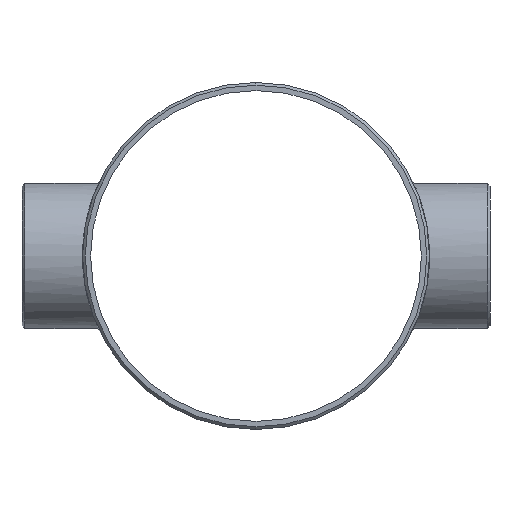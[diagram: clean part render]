
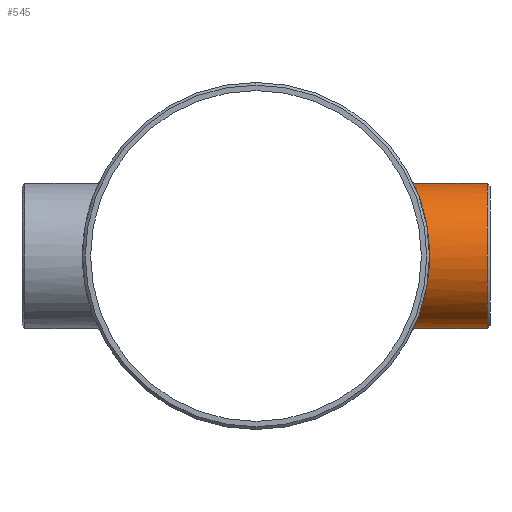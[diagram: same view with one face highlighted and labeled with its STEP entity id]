
A CAD part, left-side view. The second image highlights one B-rep face of the part: STEP entity #545.
In plain terms, the highlighted cylindrical face has radius 57.15 mm (diameter 114.3 mm), a partial arc.
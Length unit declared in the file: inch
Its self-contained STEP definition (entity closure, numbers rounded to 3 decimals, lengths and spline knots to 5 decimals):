
#15 = VECTOR ( 'NONE', #783, 39.37008 ) ;
#39 = LINE ( 'NONE', #64, #429 ) ;
#54 = DIRECTION ( 'NONE',  ( 0., 1., 0. ) ) ;
#64 = CARTESIAN_POINT ( 'NONE',  ( 0., -7.25, 2.25 ) ) ;
#65 = CARTESIAN_POINT ( 'NONE',  ( -0.90113, -4.96377, -2.062 ) ) ;
#72 = CARTESIAN_POINT ( 'NONE',  ( -2.25002, -5.37501, -0.14799 ) ) ;
#78 = CARTESIAN_POINT ( 'NONE',  ( -2.06232, -5.29916, 0.90039 ) ) ;
#79 = VERTEX_POINT ( 'NONE', #1019 ) ;
#86 = CARTESIAN_POINT ( 'NONE',  ( -0.07522, -4.88141, -2.25 ) ) ;
#92 = CARTESIAN_POINT ( 'NONE',  ( -1.31338, -5.05467, -1.82833 ) ) ;
#161 = CARTESIAN_POINT ( 'NONE',  ( -2.10472, -5.31576, -0.79879 ) ) ;
#169 = CARTESIAN_POINT ( 'NONE',  ( -1.69476, -5.1663, 1.48717 ) ) ;
#176 = CARTESIAN_POINT ( 'NONE',  ( -0.72995, -4.93384, -2.13347 ) ) ;
#180 = CARTESIAN_POINT ( 'NONE',  ( 0., -7.16667, -2.25 ) ) ;
#183 = CARTESIAN_POINT ( 'NONE',  ( -2.01554, -5.28113, 1.00072 ) ) ;
#186 = AXIS2_PLACEMENT_3D ( 'NONE', #903, #814, #419 ) ;
#194 = CARTESIAN_POINT ( 'NONE',  ( -2.01648, -5.28141, -1.00087 ) ) ;
#206 = EDGE_LOOP ( 'NONE', ( #1274, #1130, #560, #973 ) ) ;
#212 = CARTESIAN_POINT ( 'NONE',  ( 0., -7.16667, 2.25 ) ) ;
#217 = FACE_OUTER_BOUND ( 'NONE', #206, .T. ) ;
#237 = CARTESIAN_POINT ( 'NONE',  ( -0.2596, -4.88816, 2.23529 ) ) ;
#248 = DIRECTION ( 'NONE',  ( 0., 1., 0. ) ) ;
#269 = CARTESIAN_POINT ( 'NONE',  ( -1.48469, -5.10213, 1.69102 ) ) ;
#274 = CARTESIAN_POINT ( 'NONE',  ( -1.48388, -5.1019, -1.69173 ) ) ;
#280 = CARTESIAN_POINT ( 'NONE',  ( -0.29919, -4.89, -2.23127 ) ) ;
#290 = CARTESIAN_POINT ( 'NONE',  ( -0.93472, -4.96964, 2.04798 ) ) ;
#299 = CARTESIAN_POINT ( 'NONE',  ( -1.56551, -5.12624, 1.61649 ) ) ;
#322 = EDGE_CURVE ( 'NONE', #803, #669, #1265, .T. ) ;
#353 = DIRECTION ( 'NONE',  ( 0., 0., -1. ) ) ;
#359 = EDGE_CURVE ( 'NONE', #527, #79, #1192, .T. ) ;
#364 = CARTESIAN_POINT ( 'NONE',  ( -2.13313, -5.32688, 0.73069 ) ) ;
#370 = CARTESIAN_POINT ( 'NONE',  ( -1.19359, -5.02487, 1.9087 ) ) ;
#378 = CARTESIAN_POINT ( 'NONE',  ( -0.93492, -4.97002, -2.0469 ) ) ;
#383 = CARTESIAN_POINT ( 'NONE',  ( -0.58987, -4.91478, 2.17638 ) ) ;
#390 = CARTESIAN_POINT ( 'NONE',  ( -1.00183, -4.98275, 2.01599 ) ) ;
#419 = DIRECTION ( 'NONE',  ( 0., 0., -1. ) ) ;
#429 = VECTOR ( 'NONE', #248, 39.37008 ) ;
#459 = CARTESIAN_POINT ( 'NONE',  ( -0.40772, -4.89827, 2.21306 ) ) ;
#462 = CARTESIAN_POINT ( 'NONE',  ( -0.73063, -4.93396, 2.13317 ) ) ;
#467 = CARTESIAN_POINT ( 'NONE',  ( -1.5648, -5.12602, -1.61717 ) ) ;
#475 = CARTESIAN_POINT ( 'NONE',  ( -1.90768, -5.2409, -1.19357 ) ) ;
#481 = CARTESIAN_POINT ( 'NONE',  ( -1.00134, -4.98295, -2.01523 ) ) ;
#527 = VERTEX_POINT ( 'NONE', #808 ) ;
#545 = ADVANCED_FACE ( 'NONE', ( #217 ), #1099, .T. ) ;
#552 = CARTESIAN_POINT ( 'NONE',  ( -1.53888, -5.11816, 1.64185 ) ) ;
#559 = CARTESIAN_POINT ( 'NONE',  ( -1.31437, -5.05493, 1.82763 ) ) ;
#560 = ORIENTED_EDGE ( 'NONE', *, *, #359, .T. ) ;
#566 = CARTESIAN_POINT ( 'NONE',  ( -1.37268, -5.07045, 1.78425 ) ) ;
#574 = CARTESIAN_POINT ( 'NONE',  ( -2.0481, -5.2936, -0.93444 ) ) ;
#580 = CARTESIAN_POINT ( 'NONE',  ( -1.3717, -5.07018, -1.78501 ) ) ;
#630 = CARTESIAN_POINT ( 'NONE',  ( -0.29684, -4.89028, 2.23065 ) ) ;
#659 = CARTESIAN_POINT ( 'NONE',  ( 0., -4.88141, 2.25 ) ) ;
#668 = CARTESIAN_POINT ( 'NONE',  ( -2.12971, -5.32573, -0.72959 ) ) ;
#669 = VERTEX_POINT ( 'NONE', #212 ) ;
#674 = CARTESIAN_POINT ( 'NONE',  ( -1.45707, -5.09416, 1.71487 ) ) ;
#682 = CARTESIAN_POINT ( 'NONE',  ( -1.78684, -5.19761, 1.3751 ) ) ;
#689 = CARTESIAN_POINT ( 'NONE',  ( -1.94633, -5.25502, 1.13125 ) ) ;
#729 = CARTESIAN_POINT ( 'NONE',  ( -0.1482, -4.88309, 2.24635 ) ) ;
#745 = EDGE_CURVE ( 'NONE', #803, #79, #1253, .T. ) ;
#764 = CARTESIAN_POINT ( 'NONE',  ( -1.13112, -5.01035, 1.9464 ) ) ;
#772 = CARTESIAN_POINT ( 'NONE',  ( -1.888, -5.23377, -1.22446 ) ) ;
#779 = CARTESIAN_POINT ( 'NONE',  ( -0.58923, -4.91473, -2.17648 ) ) ;
#783 = DIRECTION ( 'NONE',  ( 0., 1., 0. ) ) ;
#787 = CARTESIAN_POINT ( 'NONE',  ( -1.90853, -5.2411, 1.19387 ) ) ;
#795 = CARTESIAN_POINT ( 'NONE',  ( -1.6939, -5.16602, -1.48812 ) ) ;
#803 = VERTEX_POINT ( 'NONE', #180 ) ;
#808 = CARTESIAN_POINT ( 'NONE',  ( 0., -4.88141, 2.25 ) ) ;
#814 = DIRECTION ( 'NONE',  ( 0., 1., 0. ) ) ;
#859 = CARTESIAN_POINT ( 'NONE',  ( 0., -7.25, -2.25 ) ) ;
#863 = CARTESIAN_POINT ( 'NONE',  ( -2.24999, -5.375, 0.07452 ) ) ;
#867 = EDGE_CURVE ( 'NONE', #669, #527, #39, .T. ) ;
#873 = CARTESIAN_POINT ( 'NONE',  ( -2.19126, -5.35066, -0.51622 ) ) ;
#880 = CARTESIAN_POINT ( 'NONE',  ( -1.53824, -5.11797, -1.64246 ) ) ;
#885 = CARTESIAN_POINT ( 'NONE',  ( 0., -4.88141, -2.25 ) ) ;
#889 = CARTESIAN_POINT ( 'NONE',  ( -2.24632, -5.37346, 0.14886 ) ) ;
#903 = CARTESIAN_POINT ( 'NONE',  ( 0., -7.25, 0. ) ) ;
#948 = CARTESIAN_POINT ( 'NONE',  ( 0., -7.16667, 0. ) ) ;
#960 = CARTESIAN_POINT ( 'NONE',  ( -1.45621, -5.09391, -1.7156 ) ) ;
#966 = CARTESIAN_POINT ( 'NONE',  ( -2.21936, -5.36225, 0.37191 ) ) ;
#972 = CARTESIAN_POINT ( 'NONE',  ( -1.964, -5.26167, -1.09845 ) ) ;
#973 = ORIENTED_EDGE ( 'NONE', *, *, #745, .F. ) ;
#981 = CARTESIAN_POINT ( 'NONE',  ( -0.15072, -4.88317, -2.24619 ) ) ;
#988 = CARTESIAN_POINT ( 'NONE',  ( -2.0473, -5.29333, 0.93403 ) ) ;
#1019 = CARTESIAN_POINT ( 'NONE',  ( 0., -4.88141, -2.25 ) ) ;
#1061 = CARTESIAN_POINT ( 'NONE',  ( -2.17298, -5.34318, -0.58832 ) ) ;
#1069 = CARTESIAN_POINT ( 'NONE',  ( -2.21291, -5.35957, 0.40856 ) ) ;
#1077 = CARTESIAN_POINT ( 'NONE',  ( -1.13052, -5.01021, -1.94673 ) ) ;
#1085 = CARTESIAN_POINT ( 'NONE',  ( -1.99876, -5.27474, 1.03384 ) ) ;
#1093 = CARTESIAN_POINT ( 'NONE',  ( -2.23552, -5.36889, -0.29568 ) ) ;
#1099 = CYLINDRICAL_SURFACE ( 'NONE', #186, 2.25 ) ;
#1130 = ORIENTED_EDGE ( 'NONE', *, *, #867, .T. ) ;
#1165 = CARTESIAN_POINT ( 'NONE',  ( -2.23049, -5.36686, 0.29799 ) ) ;
#1172 = CARTESIAN_POINT ( 'NONE',  ( -1.78617, -5.19738, -1.37601 ) ) ;
#1177 = CARTESIAN_POINT ( 'NONE',  ( -0.37242, -4.89506, -2.22019 ) ) ;
#1185 = CARTESIAN_POINT ( 'NONE',  ( -1.19279, -5.02469, -1.90919 ) ) ;
#1190 = AXIS2_PLACEMENT_3D ( 'NONE', #948, #54, #353 ) ;
#1192 = B_SPLINE_CURVE_WITH_KNOTS ( 'NONE', 3,
 ( #659, #1227, #729, #237, #630, #1257, #459, #383, #462, #290, #390, #764, #370, #559, #566, #674, #269, #552, #299, #169, #682, #787, #689, #1085, #183, #988, #78, #364, #1286, #1069, #966, #1165, #1193, #889, #863, #72, #1093, #873, #1061, #668, #161, #574, #194, #972, #1262, #475, #772, #1172, #795, #467, #880, #274, #960, #580, #92, #1185, #1077, #1273, #481, #378, #65, #176, #779, #1177, #280, #981, #86, #885 ),
 .UNSPECIFIED., .F., .F.,
 ( 4, 2, 2, 2, 2, 2, 2, 2, 2, 2, 2, 2, 2, 2, 2, 2, 2, 2, 2, 2, 2, 2, 2, 2, 2, 2, 2, 2, 2, 2, 2, 2, 2, 4 ),
 ( 0.18077, 0.18642, 0.18924, 0.19206, 0.20335, 0.209, 0.21464, 0.22029, 0.22311, 0.22593, 0.23722, 0.24286, 0.24569, 0.24851, 0.2598, 0.26262, 0.26544, 0.27109, 0.28238, 0.28802, 0.29366, 0.29931, 0.30213, 0.30495, 0.31624, 0.31906, 0.32189, 0.32753, 0.33318, 0.336, 0.33882, 0.35011, 0.35575, 0.3614 ),
 .UNSPECIFIED. ) ;
#1193 = CARTESIAN_POINT ( 'NONE',  ( -2.23517, -5.36881, 0.26061 ) ) ;
#1227 = CARTESIAN_POINT ( 'NONE',  ( -0.07405, -4.88141, 2.25 ) ) ;
#1253 = LINE ( 'NONE', #859, #15 ) ;
#1257 = CARTESIAN_POINT ( 'NONE',  ( -0.37098, -4.89534, 2.21952 ) ) ;
#1262 = CARTESIAN_POINT ( 'NONE',  ( -1.94566, -5.25484, -1.13061 ) ) ;
#1265 = CIRCLE ( 'NONE', #1190, 2.25 ) ;
#1273 = CARTESIAN_POINT ( 'NONE',  ( -1.03402, -4.98962, -1.99866 ) ) ;
#1274 = ORIENTED_EDGE ( 'NONE', *, *, #322, .T. ) ;
#1286 = CARTESIAN_POINT ( 'NONE',  ( -2.17626, -5.34448, 0.59024 ) ) ;
